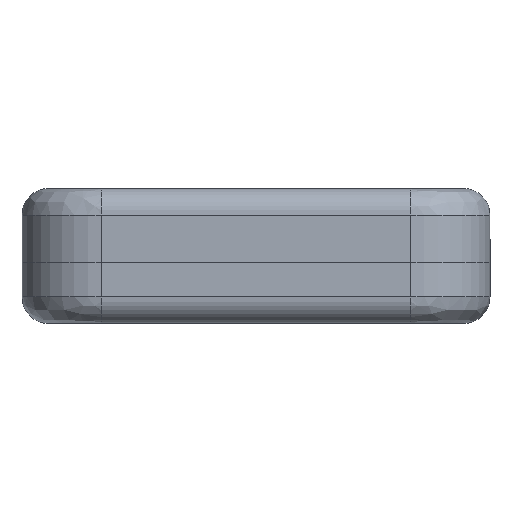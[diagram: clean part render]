
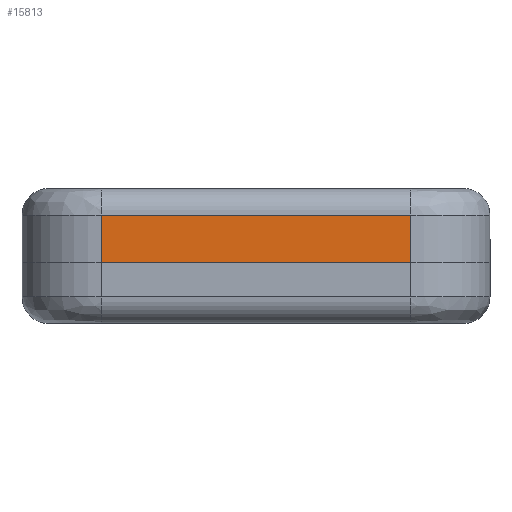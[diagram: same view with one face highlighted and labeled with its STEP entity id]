
A CAD part, front view. The second image highlights one B-rep face of the part: STEP entity #15813.
In plain terms, the highlighted planar face has unit normal (0, -1, 0).
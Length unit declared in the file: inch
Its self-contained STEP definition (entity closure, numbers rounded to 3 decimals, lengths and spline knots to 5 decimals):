
#84 = EDGE_CURVE ( 'NONE', #14414, #7342, #5183, .T. ) ;
#934 = ORIENTED_EDGE ( 'NONE', *, *, #84, .F. ) ;
#970 = DIRECTION ( 'NONE',  ( 1., 0., 0. ) ) ;
#1216 = CARTESIAN_POINT ( 'NONE',  ( 0.585, -0.885, -0.00549 ) ) ;
#1493 = PLANE ( 'NONE',  #12415 ) ;
#2019 = VERTEX_POINT ( 'NONE', #3308 ) ;
#2844 = VECTOR ( 'NONE', #970, 39.37008 ) ;
#3255 = DIRECTION ( 'NONE',  ( -1., 0., 0. ) ) ;
#3308 = CARTESIAN_POINT ( 'NONE',  ( -0.585, -0.885, -0.00549 ) ) ;
#3810 = ORIENTED_EDGE ( 'NONE', *, *, #8337, .F. ) ;
#5058 = VECTOR ( 'NONE', #12204, 39.37008 ) ;
#5176 = VECTOR ( 'NONE', #3255, 39.37008 ) ;
#5183 = LINE ( 'NONE', #10253, #5058 ) ;
#5223 = DIRECTION ( 'NONE',  ( 0., 1., 0. ) ) ;
#5769 = LINE ( 'NONE', #14438, #5176 ) ;
#6307 = ORIENTED_EDGE ( 'NONE', *, *, #11373, .F. ) ;
#6343 = CARTESIAN_POINT ( 'NONE',  ( -0.585, -0.885, -0.19249 ) ) ;
#6460 = CARTESIAN_POINT ( 'NONE',  ( 0.585, -0.885, -0.19249 ) ) ;
#7260 = LINE ( 'NONE', #8500, #2844 ) ;
#7342 = VERTEX_POINT ( 'NONE', #1216 ) ;
#7542 = FACE_OUTER_BOUND ( 'NONE', #10837, .T. ) ;
#8337 = EDGE_CURVE ( 'NONE', #7342, #2019, #5769, .T. ) ;
#8500 = CARTESIAN_POINT ( 'NONE',  ( 0.585, -0.885, 0.17451 ) ) ;
#8940 = CARTESIAN_POINT ( 'NONE',  ( 0.585, -0.885, 0.17451 ) ) ;
#9933 = DIRECTION ( 'NONE',  ( 0., 0., 1. ) ) ;
#10253 = CARTESIAN_POINT ( 'NONE',  ( 0.585, -0.885, -0.19249 ) ) ;
#10290 = DIRECTION ( 'NONE',  ( 1., 0., 0. ) ) ;
#10298 = CARTESIAN_POINT ( 'NONE',  ( -0.585, -0.885, 0.17451 ) ) ;
#10837 = EDGE_LOOP ( 'NONE', ( #16224, #6307, #3810, #934 ) ) ;
#10888 = VERTEX_POINT ( 'NONE', #10298 ) ;
#11373 = EDGE_CURVE ( 'NONE', #2019, #10888, #12393, .T. ) ;
#12204 = DIRECTION ( 'NONE',  ( 0., 0., -1. ) ) ;
#12393 = LINE ( 'NONE', #6343, #13297 ) ;
#12415 = AXIS2_PLACEMENT_3D ( 'NONE', #6460, #5223, #10290 ) ;
#13297 = VECTOR ( 'NONE', #9933, 39.37008 ) ;
#13840 = EDGE_CURVE ( 'NONE', #10888, #14414, #7260, .T. ) ;
#14414 = VERTEX_POINT ( 'NONE', #8940 ) ;
#14438 = CARTESIAN_POINT ( 'NONE',  ( -0.585, -0.885, -0.00549 ) ) ;
#15813 = ADVANCED_FACE ( 'NONE', ( #7542 ), #1493, .F. ) ;
#16224 = ORIENTED_EDGE ( 'NONE', *, *, #13840, .F. ) ;
